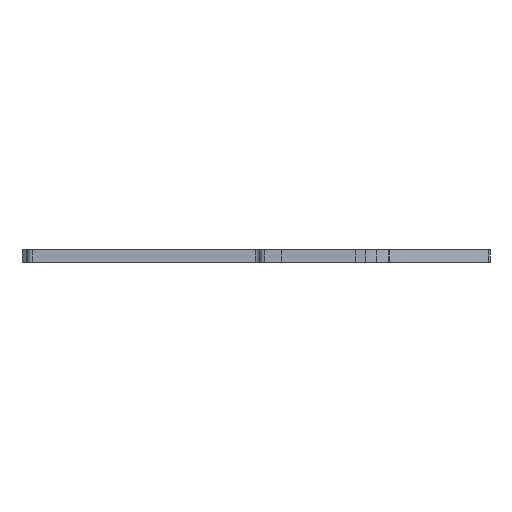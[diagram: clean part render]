
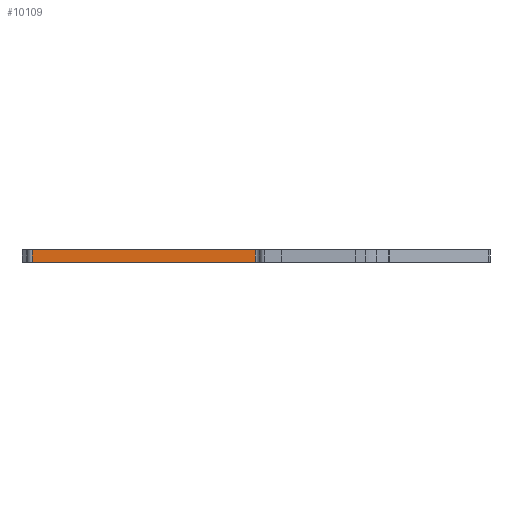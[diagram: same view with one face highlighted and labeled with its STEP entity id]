
A CAD part, left-side view. The second image highlights one B-rep face of the part: STEP entity #10109.
In plain terms, the highlighted planar face has unit normal (-1, 0, 0).
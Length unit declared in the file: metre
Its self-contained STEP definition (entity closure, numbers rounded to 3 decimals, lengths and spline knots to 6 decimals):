
#1080=ORIENTED_EDGE('',*,*,#4085,.T.);
#1081=ORIENTED_EDGE('',*,*,#4084,.F.);
#1082=ORIENTED_EDGE('',*,*,#4086,.F.);
#1083=ORIENTED_EDGE('',*,*,#4087,.T.);
#4084=EDGE_CURVE('',#5576,#5575,#6595,.T.);
#4085=EDGE_CURVE('',#5577,#5575,#6596,.T.);
#4086=EDGE_CURVE('',#5578,#5576,#6597,.T.);
#4087=EDGE_CURVE('',#5578,#5577,#6598,.T.);
#5575=VERTEX_POINT('',#15475);
#5576=VERTEX_POINT('',#15477);
#5577=VERTEX_POINT('',#15481);
#5578=VERTEX_POINT('',#15483);
#6595=LINE('',#15478,#7844);
#6596=LINE('',#15480,#7845);
#6597=LINE('',#15482,#7846);
#6598=LINE('',#15484,#7847);
#7844=VECTOR('',#12178,1.);
#7845=VECTOR('',#12181,1.);
#7846=VECTOR('',#12182,1.);
#7847=VECTOR('',#12183,1.);
#8567=EDGE_LOOP('',(#1080,#1081,#1082,#1083));
#9150=FACE_BOUND('',#8567,.T.);
#9726=PLANE('',#10644);
#10109=ADVANCED_FACE('',(#9150),#9726,.F.);
#10644=AXIS2_PLACEMENT_3D('',#15479,#12179,#12180);
#12178=DIRECTION('',(0.,0.,1.));
#12179=DIRECTION('',(1.,0.,0.));
#12180=DIRECTION('',(0.,0.,-1.));
#12181=DIRECTION('',(0.,1.,0.));
#12182=DIRECTION('',(0.,1.,0.));
#12183=DIRECTION('',(0.,0.,1.));
#15475=CARTESIAN_POINT('',(-0.045772,0.052802,0.015));
#15477=CARTESIAN_POINT('',(-0.045772,0.052802,0.012));
#15478=CARTESIAN_POINT('',(-0.045772,0.052802,0.012));
#15479=CARTESIAN_POINT('',(-0.045772,0.026397,0.012));
#15480=CARTESIAN_POINT('',(-0.045772,0.026397,0.015));
#15481=CARTESIAN_POINT('',(-0.045772,-0.000008,0.015));
#15482=CARTESIAN_POINT('',(-0.045772,0.026397,0.012));
#15483=CARTESIAN_POINT('',(-0.045772,-0.000008,0.012));
#15484=CARTESIAN_POINT('',(-0.045772,-0.000008,0.012));
